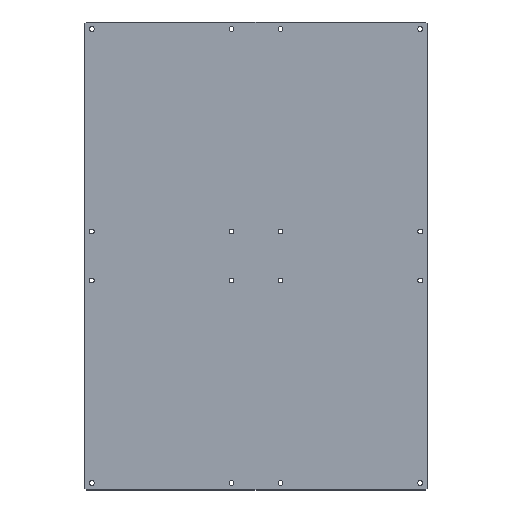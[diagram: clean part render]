
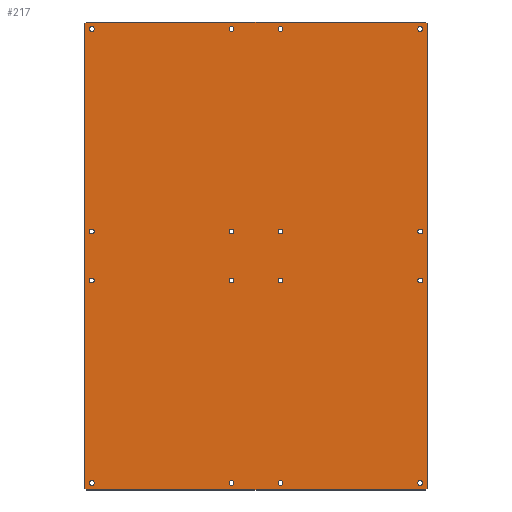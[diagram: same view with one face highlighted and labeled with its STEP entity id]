
A CAD part, top view. The second image highlights one B-rep face of the part: STEP entity #217.
In plain terms, the highlighted planar face has unit normal (0, 0, 1).
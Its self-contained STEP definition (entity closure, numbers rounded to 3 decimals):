
#111=FACE_BOUND('',#261,.T.);
#112=FACE_BOUND('',#262,.T.);
#113=FACE_BOUND('',#263,.T.);
#114=FACE_BOUND('',#264,.T.);
#115=FACE_BOUND('',#265,.T.);
#116=FACE_BOUND('',#266,.T.);
#117=FACE_BOUND('',#267,.T.);
#118=FACE_BOUND('',#268,.T.);
#119=FACE_BOUND('',#269,.T.);
#120=FACE_BOUND('',#270,.T.);
#121=FACE_BOUND('',#271,.T.);
#122=FACE_BOUND('',#272,.T.);
#123=FACE_BOUND('',#273,.T.);
#124=FACE_BOUND('',#274,.T.);
#125=FACE_BOUND('',#275,.T.);
#126=FACE_BOUND('',#276,.T.);
#127=FACE_BOUND('',#277,.T.);
#177=CIRCLE('',#600,3.5);
#178=CIRCLE('',#601,3.5);
#179=CIRCLE('',#602,3.5);
#180=CIRCLE('',#603,3.5);
#181=CIRCLE('',#604,3.5);
#182=CIRCLE('',#605,3.5);
#183=CIRCLE('',#606,3.5);
#184=CIRCLE('',#607,3.5);
#185=CIRCLE('',#608,3.5);
#186=CIRCLE('',#609,3.5);
#187=CIRCLE('',#610,3.5);
#188=CIRCLE('',#611,3.5);
#189=CIRCLE('',#612,3.5);
#190=CIRCLE('',#613,3.5);
#191=CIRCLE('',#614,3.5);
#192=CIRCLE('',#615,3.5);
#217=ADVANCED_FACE('',(#111,#112,#113,#114,#115,#116,#117,#118,#119,#120,
#121,#122,#123,#124,#125,#126,#127),#243,.F.);
#243=PLANE('',#616);
#261=EDGE_LOOP('',(#359));
#262=EDGE_LOOP('',(#360));
#263=EDGE_LOOP('',(#361));
#264=EDGE_LOOP('',(#362));
#265=EDGE_LOOP('',(#363));
#266=EDGE_LOOP('',(#364));
#267=EDGE_LOOP('',(#365));
#268=EDGE_LOOP('',(#366));
#269=EDGE_LOOP('',(#367));
#270=EDGE_LOOP('',(#368));
#271=EDGE_LOOP('',(#369));
#272=EDGE_LOOP('',(#370));
#273=EDGE_LOOP('',(#371));
#274=EDGE_LOOP('',(#372));
#275=EDGE_LOOP('',(#373));
#276=EDGE_LOOP('',(#374));
#277=EDGE_LOOP('',(#375,#376,#377,#378,#379,#380,#381,#382));
#359=ORIENTED_EDGE('',*,*,#511,.T.);
#360=ORIENTED_EDGE('',*,*,#512,.F.);
#361=ORIENTED_EDGE('',*,*,#513,.F.);
#362=ORIENTED_EDGE('',*,*,#514,.F.);
#363=ORIENTED_EDGE('',*,*,#515,.F.);
#364=ORIENTED_EDGE('',*,*,#516,.F.);
#365=ORIENTED_EDGE('',*,*,#517,.F.);
#366=ORIENTED_EDGE('',*,*,#518,.F.);
#367=ORIENTED_EDGE('',*,*,#519,.T.);
#368=ORIENTED_EDGE('',*,*,#520,.F.);
#369=ORIENTED_EDGE('',*,*,#521,.F.);
#370=ORIENTED_EDGE('',*,*,#522,.F.);
#371=ORIENTED_EDGE('',*,*,#523,.F.);
#372=ORIENTED_EDGE('',*,*,#524,.F.);
#373=ORIENTED_EDGE('',*,*,#525,.F.);
#374=ORIENTED_EDGE('',*,*,#526,.F.);
#375=ORIENTED_EDGE('',*,*,#489,.F.);
#376=ORIENTED_EDGE('',*,*,#510,.F.);
#377=ORIENTED_EDGE('',*,*,#507,.F.);
#378=ORIENTED_EDGE('',*,*,#504,.F.);
#379=ORIENTED_EDGE('',*,*,#501,.F.);
#380=ORIENTED_EDGE('',*,*,#498,.F.);
#381=ORIENTED_EDGE('',*,*,#495,.F.);
#382=ORIENTED_EDGE('',*,*,#492,.F.);
#441=VERTEX_POINT('',#797);
#442=VERTEX_POINT('',#799);
#444=VERTEX_POINT('',#805);
#446=VERTEX_POINT('',#811);
#448=VERTEX_POINT('',#817);
#450=VERTEX_POINT('',#823);
#452=VERTEX_POINT('',#829);
#454=VERTEX_POINT('',#835);
#455=VERTEX_POINT('',#842);
#456=VERTEX_POINT('',#844);
#457=VERTEX_POINT('',#846);
#458=VERTEX_POINT('',#848);
#459=VERTEX_POINT('',#850);
#460=VERTEX_POINT('',#852);
#461=VERTEX_POINT('',#854);
#462=VERTEX_POINT('',#856);
#463=VERTEX_POINT('',#858);
#464=VERTEX_POINT('',#860);
#465=VERTEX_POINT('',#862);
#466=VERTEX_POINT('',#864);
#467=VERTEX_POINT('',#866);
#468=VERTEX_POINT('',#868);
#469=VERTEX_POINT('',#870);
#470=VERTEX_POINT('',#872);
#489=EDGE_CURVE('',#441,#442,#545,.T.);
#492=EDGE_CURVE('',#442,#444,#548,.T.);
#495=EDGE_CURVE('',#444,#446,#551,.T.);
#498=EDGE_CURVE('',#446,#448,#554,.T.);
#501=EDGE_CURVE('',#448,#450,#557,.T.);
#504=EDGE_CURVE('',#450,#452,#560,.T.);
#507=EDGE_CURVE('',#452,#454,#563,.T.);
#510=EDGE_CURVE('',#454,#441,#566,.T.);
#511=EDGE_CURVE('',#455,#455,#177,.T.);
#512=EDGE_CURVE('',#456,#456,#178,.T.);
#513=EDGE_CURVE('',#457,#457,#179,.T.);
#514=EDGE_CURVE('',#458,#458,#180,.T.);
#515=EDGE_CURVE('',#459,#459,#181,.T.);
#516=EDGE_CURVE('',#460,#460,#182,.T.);
#517=EDGE_CURVE('',#461,#461,#183,.T.);
#518=EDGE_CURVE('',#462,#462,#184,.T.);
#519=EDGE_CURVE('',#463,#463,#185,.T.);
#520=EDGE_CURVE('',#464,#464,#186,.T.);
#521=EDGE_CURVE('',#465,#465,#187,.T.);
#522=EDGE_CURVE('',#466,#466,#188,.T.);
#523=EDGE_CURVE('',#467,#467,#189,.T.);
#524=EDGE_CURVE('',#468,#468,#190,.T.);
#525=EDGE_CURVE('',#469,#469,#191,.T.);
#526=EDGE_CURVE('',#470,#470,#192,.T.);
#545=LINE('',#798,#569);
#548=LINE('',#804,#572);
#551=LINE('',#810,#575);
#554=LINE('',#816,#578);
#557=LINE('',#822,#581);
#560=LINE('',#828,#584);
#563=LINE('',#834,#587);
#566=LINE('',#839,#590);
#569=VECTOR('',#654,1.);
#572=VECTOR('',#659,1.);
#575=VECTOR('',#664,1.);
#578=VECTOR('',#669,1.);
#581=VECTOR('',#674,1.);
#584=VECTOR('',#679,1.);
#587=VECTOR('',#684,1.);
#590=VECTOR('',#689,1.);
#600=AXIS2_PLACEMENT_3D('',#841,#692,#693);
#601=AXIS2_PLACEMENT_3D('',#843,#694,#695);
#602=AXIS2_PLACEMENT_3D('',#845,#696,#697);
#603=AXIS2_PLACEMENT_3D('',#847,#698,#699);
#604=AXIS2_PLACEMENT_3D('',#849,#700,#701);
#605=AXIS2_PLACEMENT_3D('',#851,#702,#703);
#606=AXIS2_PLACEMENT_3D('',#853,#704,#705);
#607=AXIS2_PLACEMENT_3D('',#855,#706,#707);
#608=AXIS2_PLACEMENT_3D('',#857,#708,#709);
#609=AXIS2_PLACEMENT_3D('',#859,#710,#711);
#610=AXIS2_PLACEMENT_3D('',#861,#712,#713);
#611=AXIS2_PLACEMENT_3D('',#863,#714,#715);
#612=AXIS2_PLACEMENT_3D('',#865,#716,#717);
#613=AXIS2_PLACEMENT_3D('',#867,#718,#719);
#614=AXIS2_PLACEMENT_3D('',#869,#720,#721);
#615=AXIS2_PLACEMENT_3D('',#871,#722,#723);
#616=AXIS2_PLACEMENT_3D('',#873,#724,#725);
#654=DIRECTION('',(0.,1.,0.));
#659=DIRECTION('',(0.707,0.707,0.));
#664=DIRECTION('',(1.,0.,0.));
#669=DIRECTION('',(0.707,-0.707,0.));
#674=DIRECTION('',(0.,-1.,0.));
#679=DIRECTION('',(-0.707,-0.707,0.));
#684=DIRECTION('',(-1.,0.,0.));
#689=DIRECTION('',(-0.707,0.707,0.));
#692=DIRECTION('',(0.,0.,-1.));
#693=DIRECTION('',(-1.,0.,0.));
#694=DIRECTION('',(0.,0.,1.));
#695=DIRECTION('',(-1.,0.,0.));
#696=DIRECTION('',(0.,0.,1.));
#697=DIRECTION('',(-1.,0.,0.));
#698=DIRECTION('',(0.,0.,1.));
#699=DIRECTION('',(-1.,0.,0.));
#700=DIRECTION('',(0.,0.,1.));
#701=DIRECTION('',(-1.,0.,0.));
#702=DIRECTION('',(0.,0.,1.));
#703=DIRECTION('',(-1.,0.,0.));
#704=DIRECTION('',(0.,0.,1.));
#705=DIRECTION('',(-1.,0.,0.));
#706=DIRECTION('',(0.,0.,1.));
#707=DIRECTION('',(-1.,0.,0.));
#708=DIRECTION('',(0.,0.,-1.));
#709=DIRECTION('',(-1.,0.,0.));
#710=DIRECTION('',(0.,0.,1.));
#711=DIRECTION('',(-1.,0.,0.));
#712=DIRECTION('',(0.,0.,1.));
#713=DIRECTION('',(-1.,0.,0.));
#714=DIRECTION('',(0.,0.,1.));
#715=DIRECTION('',(-1.,0.,0.));
#716=DIRECTION('',(0.,0.,1.));
#717=DIRECTION('',(-1.,0.,0.));
#718=DIRECTION('',(0.,0.,1.));
#719=DIRECTION('',(-1.,0.,0.));
#720=DIRECTION('',(0.,0.,1.));
#721=DIRECTION('',(-1.,0.,0.));
#722=DIRECTION('',(0.,0.,1.));
#723=DIRECTION('',(-1.,0.,0.));
#724=DIRECTION('',(0.,0.,-1.));
#725=DIRECTION('',(-1.,0.,0.));
#797=CARTESIAN_POINT('',(-665.825,-166.083,2.));
#798=CARTESIAN_POINT('',(-665.825,-166.083,2.));
#799=CARTESIAN_POINT('',(-665.825,498.26,2.));
#804=CARTESIAN_POINT('',(-665.825,498.26,2.));
#805=CARTESIAN_POINT('',(-662.997,501.089,2.));
#810=CARTESIAN_POINT('',(-662.997,501.089,2.));
#811=CARTESIAN_POINT('',(-178.654,501.089,2.));
#816=CARTESIAN_POINT('',(-178.654,501.089,2.));
#817=CARTESIAN_POINT('',(-175.825,498.26,2.));
#822=CARTESIAN_POINT('',(-175.825,498.26,2.));
#823=CARTESIAN_POINT('',(-175.825,-166.083,2.));
#828=CARTESIAN_POINT('',(-175.825,-166.083,2.));
#829=CARTESIAN_POINT('',(-178.654,-168.911,2.));
#834=CARTESIAN_POINT('',(-178.654,-168.911,2.));
#835=CARTESIAN_POINT('',(-662.997,-168.911,2.));
#839=CARTESIAN_POINT('',(-662.997,-168.911,2.));
#841=CARTESIAN_POINT('',(-185.825,491.089,2.));
#842=CARTESIAN_POINT('',(-189.325,491.089,2.));
#843=CARTESIAN_POINT('',(-185.825,131.089,2.));
#844=CARTESIAN_POINT('',(-189.325,131.089,2.));
#845=CARTESIAN_POINT('',(-385.825,491.089,2.));
#846=CARTESIAN_POINT('',(-389.325,491.089,2.));
#847=CARTESIAN_POINT('',(-385.825,131.089,2.));
#848=CARTESIAN_POINT('',(-389.325,131.089,2.));
#849=CARTESIAN_POINT('',(-455.825,491.089,2.));
#850=CARTESIAN_POINT('',(-459.325,491.089,2.));
#851=CARTESIAN_POINT('',(-455.825,131.089,2.));
#852=CARTESIAN_POINT('',(-459.325,131.089,2.));
#853=CARTESIAN_POINT('',(-655.825,491.089,2.));
#854=CARTESIAN_POINT('',(-659.325,491.089,2.));
#855=CARTESIAN_POINT('',(-655.825,131.089,2.));
#856=CARTESIAN_POINT('',(-659.325,131.089,2.));
#857=CARTESIAN_POINT('',(-655.825,-158.911,2.));
#858=CARTESIAN_POINT('',(-659.325,-158.911,2.));
#859=CARTESIAN_POINT('',(-655.825,201.089,2.));
#860=CARTESIAN_POINT('',(-659.325,201.089,2.));
#861=CARTESIAN_POINT('',(-455.825,-158.911,2.));
#862=CARTESIAN_POINT('',(-459.325,-158.911,2.));
#863=CARTESIAN_POINT('',(-455.825,201.089,2.));
#864=CARTESIAN_POINT('',(-459.325,201.089,2.));
#865=CARTESIAN_POINT('',(-385.825,-158.911,2.));
#866=CARTESIAN_POINT('',(-389.325,-158.911,2.));
#867=CARTESIAN_POINT('',(-385.825,201.089,2.));
#868=CARTESIAN_POINT('',(-389.325,201.089,2.));
#869=CARTESIAN_POINT('',(-185.825,-158.911,2.));
#870=CARTESIAN_POINT('',(-189.325,-158.911,2.));
#871=CARTESIAN_POINT('',(-185.825,201.089,2.));
#872=CARTESIAN_POINT('',(-189.325,201.089,2.));
#873=CARTESIAN_POINT('',(0.,0.,2.));
